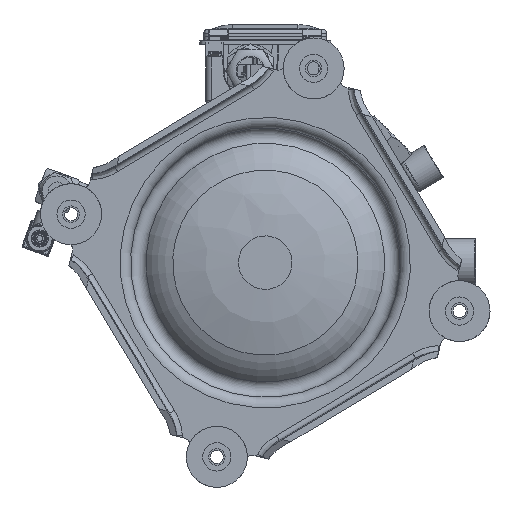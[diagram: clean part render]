
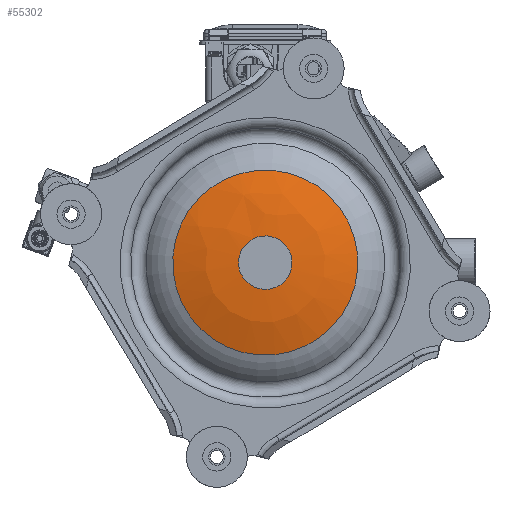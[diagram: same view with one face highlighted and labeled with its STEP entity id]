
A CAD part, front view. The second image highlights one B-rep face of the part: STEP entity #55302.
In plain terms, the highlighted free-form (B-spline) face has degree [2, 2] with [3, 9] control points.
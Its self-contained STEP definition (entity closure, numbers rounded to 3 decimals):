
#337=(
BOUNDED_SURFACE()
B_SPLINE_SURFACE(2,2,((#119563,#119564,#119565,#119566,#119567,#119568,
#119569,#119570,#119571),(#119572,#119573,#119574,#119575,#119576,#119577,
#119578,#119579,#119580),(#119581,#119582,#119583,#119584,#119585,#119586,
#119587,#119588,#119589)),.UNSPECIFIED.,.F.,.T.,.F.)
B_SPLINE_SURFACE_WITH_KNOTS((3,3),(3,2,2,2,3),(-1.571,-1.235),
(-3.142,-1.571,0.,1.571,3.142),
 .UNSPECIFIED.)
GEOMETRIC_REPRESENTATION_ITEM()
RATIONAL_B_SPLINE_SURFACE(((1.,0.707,1.,0.707,1.,
0.707,1.,0.707,1.),(0.986,0.697,
0.986,0.697,0.986,0.697,
0.986,0.697,0.986),(1.,0.707,
1.,0.707,1.,0.707,1.,0.707,1.)))
REPRESENTATION_ITEM('')
SURFACE()
);
#5393=FACE_OUTER_BOUND('',#8562,.T.);
#8562=EDGE_LOOP('',(#42760,#42761,#42762,#42763,#42764,#42765,#42766));
#11885=CIRCLE('',#59662,18.);
#11886=CIRCLE('',#59663,18.);
#11887=CIRCLE('',#59664,62.274);
#11888=CIRCLE('',#59665,62.274);
#11889=CIRCLE('',#59666,134.2);
#11890=CIRCLE('',#59667,62.274);
#23923=VERTEX_POINT('',#119559);
#23924=VERTEX_POINT('',#119560);
#23925=VERTEX_POINT('',#119590);
#23926=VERTEX_POINT('',#119591);
#23927=VERTEX_POINT('',#119593);
#30713=EDGE_CURVE('',#23923,#23924,#11885,.T.);
#30714=EDGE_CURVE('',#23924,#23923,#11886,.T.);
#30715=EDGE_CURVE('',#23925,#23926,#11887,.T.);
#30716=EDGE_CURVE('',#23927,#23925,#11888,.T.);
#30717=EDGE_CURVE('',#23927,#23924,#11889,.T.);
#30718=EDGE_CURVE('',#23926,#23927,#11890,.T.);
#42760=ORIENTED_EDGE('',*,*,#30715,.F.);
#42761=ORIENTED_EDGE('',*,*,#30716,.F.);
#42762=ORIENTED_EDGE('',*,*,#30717,.T.);
#42763=ORIENTED_EDGE('',*,*,#30714,.T.);
#42764=ORIENTED_EDGE('',*,*,#30713,.T.);
#42765=ORIENTED_EDGE('',*,*,#30717,.F.);
#42766=ORIENTED_EDGE('',*,*,#30718,.F.);
#55302=ADVANCED_FACE('',(#5393),#337,.F.);
#59662=AXIS2_PLACEMENT_3D('',#119561,#70256,#70257);
#59663=AXIS2_PLACEMENT_3D('',#119562,#70258,#70259);
#59664=AXIS2_PLACEMENT_3D('',#119592,#70260,#70261);
#59665=AXIS2_PLACEMENT_3D('',#119594,#70262,#70263);
#59666=AXIS2_PLACEMENT_3D('',#119595,#70264,#70265);
#59667=AXIS2_PLACEMENT_3D('',#119596,#70266,#70267);
#70256=DIRECTION('center_axis',(0.,1.,0.));
#70257=DIRECTION('ref_axis',(-0.97,0.,0.242));
#70258=DIRECTION('center_axis',(0.,1.,0.));
#70259=DIRECTION('ref_axis',(-0.97,0.,0.242));
#70260=DIRECTION('center_axis',(0.,1.,0.));
#70261=DIRECTION('ref_axis',(-0.97,0.,0.242));
#70262=DIRECTION('center_axis',(0.,1.,0.));
#70263=DIRECTION('ref_axis',(-0.97,0.,0.242));
#70264=DIRECTION('center_axis',(0.97,0.,
-0.242));
#70265=DIRECTION('ref_axis',(0.242,0.,0.97));
#70266=DIRECTION('center_axis',(0.,1.,0.));
#70267=DIRECTION('ref_axis',(-0.97,0.,0.242));
#119559=CARTESIAN_POINT('',(17.465,-15.9,-4.355));
#119560=CARTESIAN_POINT('',(4.355,-15.9,17.465));
#119561=CARTESIAN_POINT('Origin',(0.,-15.9,0.));
#119562=CARTESIAN_POINT('Origin',(0.,-15.9,0.));
#119563=CARTESIAN_POINT('Ctrl Pts',(4.355,-15.9,
17.465));
#119564=CARTESIAN_POINT('Ctrl Pts',(21.82,-15.9,
13.111));
#119565=CARTESIAN_POINT('Ctrl Pts',(17.465,-15.9,
-4.355));
#119566=CARTESIAN_POINT('Ctrl Pts',(13.111,-15.9,-21.82));
#119567=CARTESIAN_POINT('Ctrl Pts',(-4.355,-15.9,
-17.465));
#119568=CARTESIAN_POINT('Ctrl Pts',(-21.82,-15.9,-13.111));
#119569=CARTESIAN_POINT('Ctrl Pts',(-17.465,-15.9,
4.355));
#119570=CARTESIAN_POINT('Ctrl Pts',(-13.111,-15.9,
21.82));
#119571=CARTESIAN_POINT('Ctrl Pts',(4.355,-15.9,
17.465));
#119572=CARTESIAN_POINT('Ctrl Pts',(9.864,-15.9,
39.563));
#119573=CARTESIAN_POINT('Ctrl Pts',(49.428,-15.9,
29.699));
#119574=CARTESIAN_POINT('Ctrl Pts',(39.563,-15.9,
-9.864));
#119575=CARTESIAN_POINT('Ctrl Pts',(29.699,-15.9,
-49.428));
#119576=CARTESIAN_POINT('Ctrl Pts',(-9.864,-15.9,
-39.563));
#119577=CARTESIAN_POINT('Ctrl Pts',(-49.428,-15.9,
-29.699));
#119578=CARTESIAN_POINT('Ctrl Pts',(-39.563,-15.9,
9.864));
#119579=CARTESIAN_POINT('Ctrl Pts',(-29.699,-15.9,
49.428));
#119580=CARTESIAN_POINT('Ctrl Pts',(9.864,-15.9,
39.563));
#119581=CARTESIAN_POINT('Ctrl Pts',(15.065,-8.386,
60.424));
#119582=CARTESIAN_POINT('Ctrl Pts',(75.49,-8.386,
45.359));
#119583=CARTESIAN_POINT('Ctrl Pts',(60.424,-8.386,-15.065));
#119584=CARTESIAN_POINT('Ctrl Pts',(45.359,-8.386,
-75.49));
#119585=CARTESIAN_POINT('Ctrl Pts',(-15.065,-8.386,
-60.424));
#119586=CARTESIAN_POINT('Ctrl Pts',(-75.49,-8.386,
-45.359));
#119587=CARTESIAN_POINT('Ctrl Pts',(-60.424,-8.386,
15.065));
#119588=CARTESIAN_POINT('Ctrl Pts',(-45.359,-8.386,
75.49));
#119589=CARTESIAN_POINT('Ctrl Pts',(15.065,-8.386,
60.424));
#119590=CARTESIAN_POINT('',(60.424,-8.386,-15.065));
#119591=CARTESIAN_POINT('',(-60.424,-8.386,15.065));
#119592=CARTESIAN_POINT('Origin',(0.,-8.386,0.));
#119593=CARTESIAN_POINT('',(15.065,-8.386,60.424));
#119594=CARTESIAN_POINT('Origin',(0.,-8.386,0.));
#119595=CARTESIAN_POINT('Origin',(4.355,118.3,17.465));
#119596=CARTESIAN_POINT('Origin',(0.,-8.386,0.));
